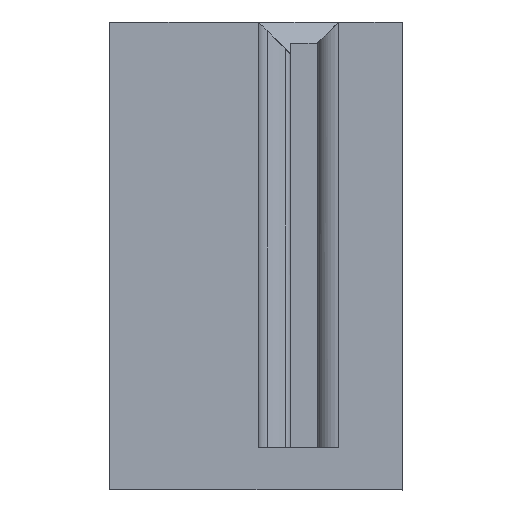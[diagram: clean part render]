
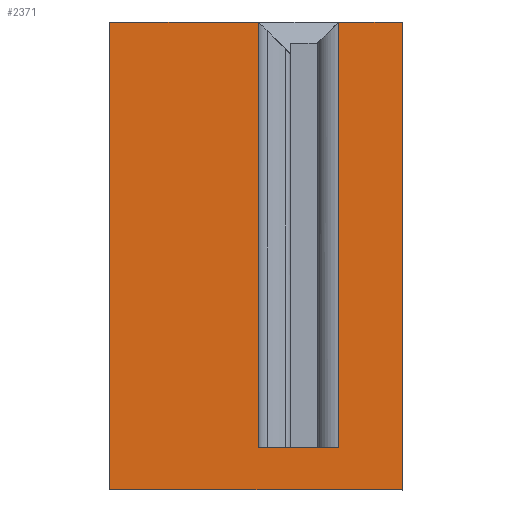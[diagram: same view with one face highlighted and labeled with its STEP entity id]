
A CAD part, left-side view. The second image highlights one B-rep face of the part: STEP entity #2371.
In plain terms, the highlighted planar face has unit normal (-1, 0, 0).
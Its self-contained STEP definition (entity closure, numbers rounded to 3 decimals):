
#60=PLANE('',#2683);
#186=FACE_OUTER_BOUND('',#314,.T.);
#314=EDGE_LOOP('',(#2082,#2083,#2084,#2085,#2086,#2087,#2088,#2089));
#407=LINE('',#3494,#591);
#469=LINE('',#3789,#653);
#549=LINE('',#4116,#733);
#564=LINE('',#4136,#748);
#578=LINE('',#4172,#762);
#579=LINE('',#4175,#763);
#580=LINE('',#4177,#764);
#581=LINE('',#4178,#765);
#591=VECTOR('',#2704,1.);
#653=VECTOR('',#3026,1.);
#733=VECTOR('',#3378,1.);
#748=VECTOR('',#3393,1.);
#762=VECTOR('',#3449,1.);
#763=VECTOR('',#3452,1.);
#764=VECTOR('',#3453,1.);
#765=VECTOR('',#3454,1.);
#866=VERTEX_POINT('',#3487);
#869=VERTEX_POINT('',#3492);
#971=VERTEX_POINT('',#3786);
#972=VERTEX_POINT('',#3788);
#1083=VERTEX_POINT('',#4115);
#1088=VERTEX_POINT('',#4134);
#1090=VERTEX_POINT('',#4174);
#1091=VERTEX_POINT('',#4176);
#1101=EDGE_CURVE('',#866,#869,#407,.T.);
#1247=EDGE_CURVE('',#972,#971,#469,.T.);
#1411=EDGE_CURVE('',#866,#1083,#549,.T.);
#1426=EDGE_CURVE('',#1088,#971,#564,.T.);
#1440=EDGE_CURVE('',#869,#972,#578,.F.);
#1441=EDGE_CURVE('',#1088,#1090,#579,.T.);
#1442=EDGE_CURVE('',#1091,#1090,#580,.T.);
#1443=EDGE_CURVE('',#1083,#1091,#581,.T.);
#2082=ORIENTED_EDGE('',*,*,#1101,.T.);
#2083=ORIENTED_EDGE('',*,*,#1440,.T.);
#2084=ORIENTED_EDGE('',*,*,#1247,.T.);
#2085=ORIENTED_EDGE('',*,*,#1426,.F.);
#2086=ORIENTED_EDGE('',*,*,#1441,.T.);
#2087=ORIENTED_EDGE('',*,*,#1442,.F.);
#2088=ORIENTED_EDGE('',*,*,#1443,.F.);
#2089=ORIENTED_EDGE('',*,*,#1411,.F.);
#2371=ADVANCED_FACE('',(#186),#60,.T.);
#2683=AXIS2_PLACEMENT_3D('',#4173,#3450,#3451);
#2704=DIRECTION('',(0.,0.,-1.));
#3026=DIRECTION('',(0.,0.,1.));
#3378=DIRECTION('',(0.,-1.,0.));
#3393=DIRECTION('',(0.,-1.,0.));
#3449=DIRECTION('',(0.,-1.,0.));
#3450=DIRECTION('center_axis',(-1.,0.,0.));
#3451=DIRECTION('ref_axis',(0.,1.,0.));
#3452=DIRECTION('',(0.,0.,-1.));
#3453=DIRECTION('',(0.,1.,0.));
#3454=DIRECTION('',(0.,0.,-1.));
#3487=CARTESIAN_POINT('',(-20.5,-45.26,12.));
#3492=CARTESIAN_POINT('',(-20.5,-45.26,2.));
#3494=CARTESIAN_POINT('',(-20.5,-45.26,12.));
#3786=CARTESIAN_POINT('',(-20.5,-43.38,12.));
#3788=CARTESIAN_POINT('',(-20.5,-43.38,2.));
#3789=CARTESIAN_POINT('',(-20.5,-43.38,2.));
#4115=CARTESIAN_POINT('',(-20.5,-46.76,12.));
#4116=CARTESIAN_POINT('',(-20.5,-45.26,12.));
#4134=CARTESIAN_POINT('',(-20.5,-39.88,12.));
#4136=CARTESIAN_POINT('',(-20.5,-39.88,12.));
#4172=CARTESIAN_POINT('',(-20.5,-43.38,2.));
#4173=CARTESIAN_POINT('Origin',(-20.5,-46.76,13.));
#4174=CARTESIAN_POINT('',(-20.5,-39.88,1.));
#4175=CARTESIAN_POINT('',(-20.5,-39.88,12.));
#4176=CARTESIAN_POINT('',(-20.5,-46.76,1.));
#4177=CARTESIAN_POINT('',(-20.5,-46.76,1.));
#4178=CARTESIAN_POINT('',(-20.5,-46.76,12.));
